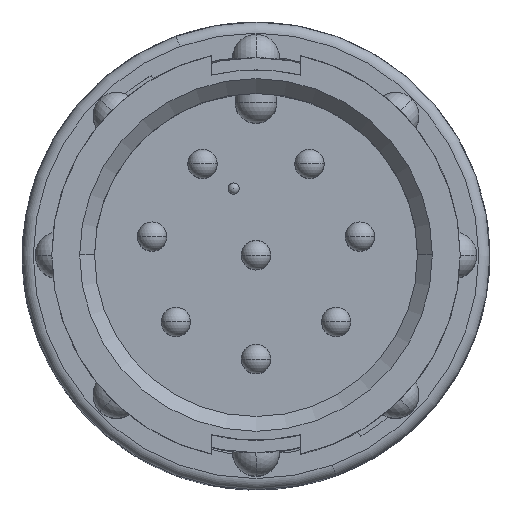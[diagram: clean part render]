
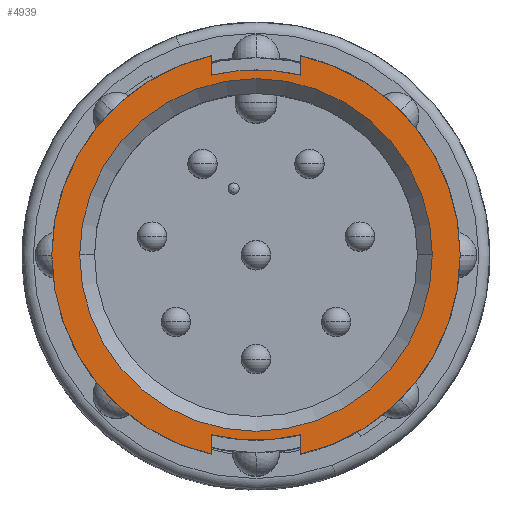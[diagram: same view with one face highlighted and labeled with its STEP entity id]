
A CAD part, top view. The second image highlights one B-rep face of the part: STEP entity #4939.
In plain terms, the highlighted planar face has unit normal (0, 0, 1).
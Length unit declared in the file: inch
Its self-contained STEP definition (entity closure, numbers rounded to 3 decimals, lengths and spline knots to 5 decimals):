
#16 = AXIS2_PLACEMENT_3D ( 'NONE', #4990, #5873, #1667 ) ;
#146 = VECTOR ( 'NONE', #10525, 39.37008 ) ;
#202 = AXIS2_PLACEMENT_3D ( 'NONE', #9230, #6878, #1854 ) ;
#268 = LINE ( 'NONE', #8027, #146 ) ;
#325 = EDGE_LOOP ( 'NONE', ( #8169, #10457, #820, #2673, #8565, #6045, #5462, #2272, #6767 ) ) ;
#346 = CARTESIAN_POINT ( 'NONE',  ( -0.06, 0.24218, 0. ) ) ;
#409 = VERTEX_POINT ( 'NONE', #3450 ) ;
#820 = ORIENTED_EDGE ( 'NONE', *, *, #6280, .T. ) ;
#960 = CIRCLE ( 'NONE', #4521, 0.2495 ) ;
#1064 = FACE_OUTER_BOUND ( 'NONE', #325, .T. ) ;
#1136 = AXIS2_PLACEMENT_3D ( 'NONE', #6518, #8982, #5580 ) ;
#1304 = DIRECTION ( 'NONE',  ( 0., 0., 1. ) ) ;
#1450 = VECTOR ( 'NONE', #8706, 39.37008 ) ;
#1667 = DIRECTION ( 'NONE',  ( 1., 0., 0. ) ) ;
#1673 = VERTEX_POINT ( 'NONE', #10682 ) ;
#1854 = DIRECTION ( 'NONE',  ( 1., 0., 0. ) ) ;
#1923 = EDGE_CURVE ( 'NONE', #1673, #10060, #10614, .T. ) ;
#2261 = EDGE_CURVE ( 'NONE', #2406, #5900, #2385, .T. ) ;
#2272 = ORIENTED_EDGE ( 'NONE', *, *, #2483, .T. ) ;
#2277 = DIRECTION ( 'NONE',  ( 0., 0., 1. ) ) ;
#2385 = CIRCLE ( 'NONE', #16, 0.2495 ) ;
#2391 = CARTESIAN_POINT ( 'NONE',  ( -0.2375, 0., 0. ) ) ;
#2406 = VERTEX_POINT ( 'NONE', #8034 ) ;
#2483 = EDGE_CURVE ( 'NONE', #10060, #8934, #3052, .T. ) ;
#2536 = ORIENTED_EDGE ( 'NONE', *, *, #9192, .F. ) ;
#2544 = ORIENTED_EDGE ( 'NONE', *, *, #7628, .F. ) ;
#2588 = AXIS2_PLACEMENT_3D ( 'NONE', #7195, #6382, #9631 ) ;
#2631 = AXIS2_PLACEMENT_3D ( 'NONE', #9739, #7237, #10462 ) ;
#2673 = ORIENTED_EDGE ( 'NONE', *, *, #10304, .F. ) ;
#3052 = CIRCLE ( 'NONE', #2588, 0.275 ) ;
#3305 = EDGE_LOOP ( 'NONE', ( #2544, #2536 ) ) ;
#3450 = CARTESIAN_POINT ( 'NONE',  ( 0.2375, 0., 0. ) ) ;
#3465 = CARTESIAN_POINT ( 'NONE',  ( 0.275, 0., 0. ) ) ;
#3542 = CARTESIAN_POINT ( 'NONE',  ( 0.06, 0.26837, 0. ) ) ;
#3769 = LINE ( 'NONE', #7934, #7951 ) ;
#3959 = DIRECTION ( 'NONE',  ( 0., -1., 0. ) ) ;
#4008 = AXIS2_PLACEMENT_3D ( 'NONE', #4552, #1304, #9532 ) ;
#4242 = VERTEX_POINT ( 'NONE', #5123 ) ;
#4315 = CIRCLE ( 'NONE', #2631, 0.275 ) ;
#4424 = VERTEX_POINT ( 'NONE', #2391 ) ;
#4508 = CARTESIAN_POINT ( 'NONE',  ( -0.06, -0.24218, 0. ) ) ;
#4516 = EDGE_CURVE ( 'NONE', #7772, #10307, #6700, .T. ) ;
#4521 = AXIS2_PLACEMENT_3D ( 'NONE', #8079, #10546, #7385 ) ;
#4552 = CARTESIAN_POINT ( 'NONE',  ( 0., 0., 0. ) ) ;
#4939 = ADVANCED_FACE ( 'NONE', ( #10432, #1064 ), #10688, .F. ) ;
#4990 = CARTESIAN_POINT ( 'NONE',  ( 0., 0., 0. ) ) ;
#5123 = CARTESIAN_POINT ( 'NONE',  ( 0.06, 0.24218, 0. ) ) ;
#5213 = EDGE_CURVE ( 'NONE', #1673, #2406, #268, .T. ) ;
#5392 = LINE ( 'NONE', #4508, #1450 ) ;
#5462 = ORIENTED_EDGE ( 'NONE', *, *, #1923, .T. ) ;
#5580 = DIRECTION ( 'NONE',  ( -1., 0., 0. ) ) ;
#5594 = CARTESIAN_POINT ( 'NONE',  ( 0., 0., 0. ) ) ;
#5627 = DIRECTION ( 'NONE',  ( 1., 0., 0. ) ) ;
#5873 = DIRECTION ( 'NONE',  ( 0., 0., -1. ) ) ;
#5900 = VERTEX_POINT ( 'NONE', #6046 ) ;
#6045 = ORIENTED_EDGE ( 'NONE', *, *, #5213, .F. ) ;
#6046 = CARTESIAN_POINT ( 'NONE',  ( -0.06, -0.24218, 0. ) ) ;
#6280 = EDGE_CURVE ( 'NONE', #7772, #9763, #4315, .T. ) ;
#6382 = DIRECTION ( 'NONE',  ( 0., 0., 1. ) ) ;
#6403 = EDGE_CURVE ( 'NONE', #4242, #8934, #3769, .T. ) ;
#6518 = CARTESIAN_POINT ( 'NONE',  ( 0., 0.2375, 0. ) ) ;
#6700 = LINE ( 'NONE', #10482, #8630 ) ;
#6767 = ORIENTED_EDGE ( 'NONE', *, *, #6403, .F. ) ;
#6878 = DIRECTION ( 'NONE',  ( 0., 0., 1. ) ) ;
#7195 = CARTESIAN_POINT ( 'NONE',  ( 0., 0., 0. ) ) ;
#7237 = DIRECTION ( 'NONE',  ( 0., 0., 1. ) ) ;
#7385 = DIRECTION ( 'NONE',  ( 1., 0., 0. ) ) ;
#7588 = CIRCLE ( 'NONE', #10620, 0.2375 ) ;
#7628 = EDGE_CURVE ( 'NONE', #409, #4424, #7588, .T. ) ;
#7772 = VERTEX_POINT ( 'NONE', #9933 ) ;
#7934 = CARTESIAN_POINT ( 'NONE',  ( 0.06, 0.26837, 0. ) ) ;
#7951 = VECTOR ( 'NONE', #8771, 39.37008 ) ;
#8027 = CARTESIAN_POINT ( 'NONE',  ( 0.06, -0.24218, 0. ) ) ;
#8034 = CARTESIAN_POINT ( 'NONE',  ( 0.06, -0.24218, 0. ) ) ;
#8079 = CARTESIAN_POINT ( 'NONE',  ( 0., 0., 0. ) ) ;
#8169 = ORIENTED_EDGE ( 'NONE', *, *, #10437, .F. ) ;
#8565 = ORIENTED_EDGE ( 'NONE', *, *, #2261, .F. ) ;
#8630 = VECTOR ( 'NONE', #3959, 39.37008 ) ;
#8706 = DIRECTION ( 'NONE',  ( 0., -1., 0. ) ) ;
#8771 = DIRECTION ( 'NONE',  ( 0., 1., 0. ) ) ;
#8829 = CARTESIAN_POINT ( 'NONE',  ( -0.06, -0.26837, 0. ) ) ;
#8934 = VERTEX_POINT ( 'NONE', #3542 ) ;
#8982 = DIRECTION ( 'NONE',  ( 0., 0., -1. ) ) ;
#9192 = EDGE_CURVE ( 'NONE', #4424, #409, #9481, .T. ) ;
#9230 = CARTESIAN_POINT ( 'NONE',  ( 0., 0., 0. ) ) ;
#9481 = CIRCLE ( 'NONE', #4008, 0.2375 ) ;
#9532 = DIRECTION ( 'NONE',  ( 1., 0., 0. ) ) ;
#9631 = DIRECTION ( 'NONE',  ( 1., 0., 0. ) ) ;
#9739 = CARTESIAN_POINT ( 'NONE',  ( 0., 0., 0. ) ) ;
#9763 = VERTEX_POINT ( 'NONE', #8829 ) ;
#9933 = CARTESIAN_POINT ( 'NONE',  ( -0.06, 0.26837, 0. ) ) ;
#10060 = VERTEX_POINT ( 'NONE', #3465 ) ;
#10304 = EDGE_CURVE ( 'NONE', #5900, #9763, #5392, .T. ) ;
#10307 = VERTEX_POINT ( 'NONE', #346 ) ;
#10432 = FACE_BOUND ( 'NONE', #3305, .T. ) ;
#10437 = EDGE_CURVE ( 'NONE', #10307, #4242, #960, .T. ) ;
#10457 = ORIENTED_EDGE ( 'NONE', *, *, #4516, .F. ) ;
#10462 = DIRECTION ( 'NONE',  ( 1., 0., 0. ) ) ;
#10482 = CARTESIAN_POINT ( 'NONE',  ( -0.06, 0.26837, 0. ) ) ;
#10525 = DIRECTION ( 'NONE',  ( 0., 1., 0. ) ) ;
#10546 = DIRECTION ( 'NONE',  ( 0., 0., -1. ) ) ;
#10614 = CIRCLE ( 'NONE', #202, 0.275 ) ;
#10620 = AXIS2_PLACEMENT_3D ( 'NONE', #5594, #2277, #5627 ) ;
#10682 = CARTESIAN_POINT ( 'NONE',  ( 0.06, -0.26837, 0. ) ) ;
#10688 = PLANE ( 'NONE',  #1136 ) ;
